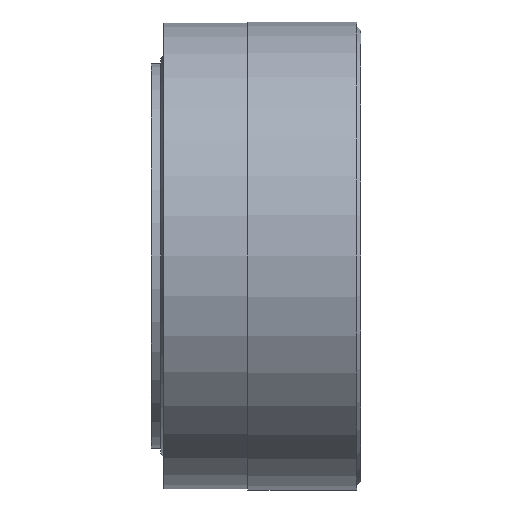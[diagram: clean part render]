
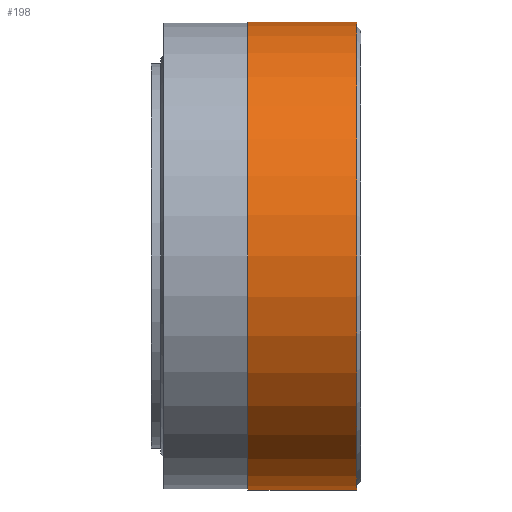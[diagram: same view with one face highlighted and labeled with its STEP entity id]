
A CAD part, front view. The second image highlights one B-rep face of the part: STEP entity #198.
In plain terms, the highlighted cylindrical face has radius 88.9 mm (diameter 177.8 mm), a partial arc.
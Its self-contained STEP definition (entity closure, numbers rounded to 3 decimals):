
#117=CARTESIAN_POINT('POINT103',(78.105,0.,
   88.9));
#118=VERTEX_POINT('VERTEX103',#117);
#119=CARTESIAN_POINT('POINT104',(78.105,0.,
   -88.9));
#120=VERTEX_POINT('VERTEX104',#119);
#121=CARTESIAN_POINT('POS166',(78.105,0.,0.));
#122=DIRECTION('DIR267',(-1.,0.,0.));
#123=DIRECTION('DIR268',(0.,0.,1.));
#124=AXIS2_PLACEMENT_3D('AXIS102',#121,#122,#123);
#125=CIRCLE('ELLIPSE52',#124,88.9);
#128=EDGE_CURVE('EDGE168',#120,#118,#125,.T.);
#167=CARTESIAN_POINT('POINT107',(36.779,0.,
   88.9));
#168=VERTEX_POINT('VERTEX107',#167);
#169=CARTESIAN_POINT('POS170',(57.442,0.,
   88.9));
#170=DIRECTION('DIR275',(-1.,0.,0.));
#171=VECTOR('VEC65',#170,1.);
#172=LINE('STRAIGHT65',#169,#171);
#173=EDGE_CURVE('EDGE171',#118,#168,#172,.T.);
#174=ORIENTED_EDGE('COEDGE337',*,*,#173,.T.);
#175=CARTESIAN_POINT('POINT108',(36.779,0.,
   -88.9));
#176=VERTEX_POINT('VERTEX108',#175);
#177=CARTESIAN_POINT('POS171',(36.779,0.,0.));
#178=DIRECTION('DIR276',(-1.,0.,0.));
#179=DIRECTION('DIR277',(0.,0.,1.));
#180=AXIS2_PLACEMENT_3D('AXIS106',#177,#178,#179);
#181=CIRCLE('ELLIPSE54',#180,88.9);
#182=EDGE_CURVE('EDGE172',#176,#168,#181,.T.);
#183=ORIENTED_EDGE('COEDGE338',*,*,#182,.F.);
#184=CARTESIAN_POINT('POS172',(57.442,0.,
   -88.9));
#185=DIRECTION('DIR278',(1.,0.,0.));
#186=VECTOR('VEC66',#185,1.);
#187=LINE('STRAIGHT66',#184,#186);
#188=EDGE_CURVE('EDGE173',#176,#120,#187,.T.);
#189=ORIENTED_EDGE('COEDGE339',*,*,#188,.T.);
#190=ORIENTED_EDGE('COEDGE340',*,*,#128,.T.);
#191=EDGE_LOOP('NONE',(#174,#183,#189,#190));
#192=FACE_BOUND('LOOP1',#191,.T.);
#193=CARTESIAN_POINT('POS173',(57.442,0.,0.));
#194=DIRECTION('DIR279',(-1.,0.,0.));
#195=DIRECTION('DIR280',(0.,0.,1.));
#196=AXIS2_PLACEMENT_3D('AXIS107',#193,#194,#195);
#197=CYLINDRICAL_SURFACE('CONE_SURF33',#196,88.9);
#198=ADVANCED_FACE('FACE85',(#192),#197,.T.);
